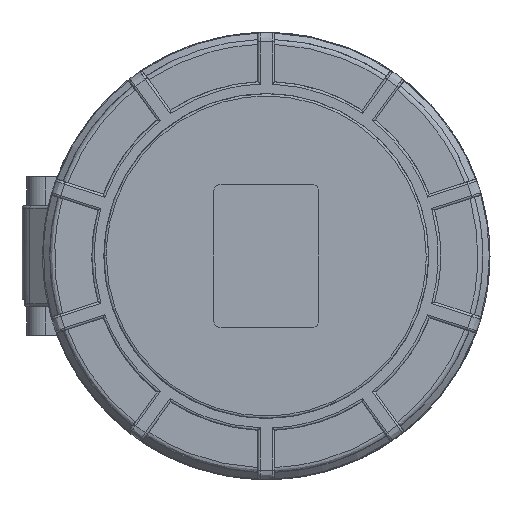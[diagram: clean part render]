
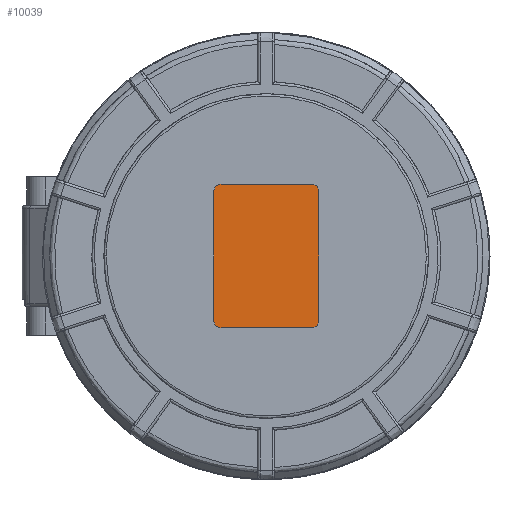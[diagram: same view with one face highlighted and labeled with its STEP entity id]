
A CAD part, left-side view. The second image highlights one B-rep face of the part: STEP entity #10039.
In plain terms, the highlighted planar face has unit normal (-1, 0, 0).
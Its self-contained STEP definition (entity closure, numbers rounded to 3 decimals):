
#1584 = CARTESIAN_POINT ( 'NONE',  ( -12.61, -10.936, -13.4 ) ) ;
#2106 = AXIS2_PLACEMENT_3D ( 'NONE', #19475, #4945, #4468 ) ;
#2778 = EDGE_CURVE ( 'NONE', #7053, #11991, #46327, .T. ) ;
#3481 = VERTEX_POINT ( 'NONE', #7697 ) ;
#4468 = DIRECTION ( 'NONE',  ( 0., 0., 1. ) ) ;
#4945 = DIRECTION ( 'NONE',  ( -1., 0., 0. ) ) ;
#5195 = ORIENTED_EDGE ( 'NONE', *, *, #16316, .T. ) ;
#5453 = VERTEX_POINT ( 'NONE', #8868 ) ;
#5562 = CARTESIAN_POINT ( 'NONE',  ( -12.61, -10.936, 13.4 ) ) ;
#6006 = DIRECTION ( 'NONE',  ( -1., 0., 0. ) ) ;
#7020 = CARTESIAN_POINT ( 'NONE',  ( -12.61, -9.436, -14.9 ) ) ;
#7053 = VERTEX_POINT ( 'NONE', #22994 ) ;
#7631 = CIRCLE ( 'NONE', #30360, 1.5 ) ;
#7697 = CARTESIAN_POINT ( 'NONE',  ( -12.61, -10.936, -13.4 ) ) ;
#8307 = EDGE_CURVE ( 'NONE', #39499, #5453, #7631, .T. ) ;
#8396 = AXIS2_PLACEMENT_3D ( 'NONE', #18113, #48069, #14413 ) ;
#8868 = CARTESIAN_POINT ( 'NONE',  ( -12.61, -9.436, 14.9 ) ) ;
#10039 = ADVANCED_FACE ( 'NONE', ( #17838 ), #25682, .T. ) ;
#10256 = ORIENTED_EDGE ( 'NONE', *, *, #2778, .T. ) ;
#10526 = VERTEX_POINT ( 'NONE', #7020 ) ;
#10596 = ORIENTED_EDGE ( 'NONE', *, *, #33975, .T. ) ;
#11991 = VERTEX_POINT ( 'NONE', #15575 ) ;
#13396 = DIRECTION ( 'NONE',  ( 0., 0., 1. ) ) ;
#13557 = CARTESIAN_POINT ( 'NONE',  ( -12.61, -9.436, -14.9 ) ) ;
#13880 = CARTESIAN_POINT ( 'NONE',  ( -12.61, 9.364, -13.4 ) ) ;
#14413 = DIRECTION ( 'NONE',  ( 0., 0., 1. ) ) ;
#15575 = CARTESIAN_POINT ( 'NONE',  ( -12.61, 10.864, 13.4 ) ) ;
#15615 = DIRECTION ( 'NONE',  ( 0., 1., 0. ) ) ;
#16316 = EDGE_CURVE ( 'NONE', #31671, #10526, #33171, .T. ) ;
#16570 = CARTESIAN_POINT ( 'NONE',  ( -12.61, -9.436, 14.9 ) ) ;
#17336 = EDGE_CURVE ( 'NONE', #3481, #39499, #46808, .T. ) ;
#17838 = FACE_OUTER_BOUND ( 'NONE', #39983, .T. ) ;
#18034 = VECTOR ( 'NONE', #48162, 1000. ) ;
#18113 = CARTESIAN_POINT ( 'NONE',  ( -12.61, -9.436, -13.4 ) ) ;
#19475 = CARTESIAN_POINT ( 'NONE',  ( -12.61, -9.436, -13.4 ) ) ;
#21406 = CIRCLE ( 'NONE', #36286, 1.5 ) ;
#21526 = CARTESIAN_POINT ( 'NONE',  ( -12.61, 10.864, -13.4 ) ) ;
#22555 = ORIENTED_EDGE ( 'NONE', *, *, #17336, .T. ) ;
#22994 = CARTESIAN_POINT ( 'NONE',  ( -12.61, 9.364, 14.9 ) ) ;
#23072 = VECTOR ( 'NONE', #27911, 1000. ) ;
#23301 = ORIENTED_EDGE ( 'NONE', *, *, #33295, .T. ) ;
#23690 = VECTOR ( 'NONE', #33764, 1000. ) ;
#25193 = VECTOR ( 'NONE', #15615, 1000. ) ;
#25682 = PLANE ( 'NONE',  #2106 ) ;
#25829 = EDGE_CURVE ( 'NONE', #10526, #3481, #41315, .T. ) ;
#25867 = ORIENTED_EDGE ( 'NONE', *, *, #8307, .T. ) ;
#27507 = AXIS2_PLACEMENT_3D ( 'NONE', #29810, #30293, #45548 ) ;
#27896 = DIRECTION ( 'NONE',  ( -1., 0., 0. ) ) ;
#27911 = DIRECTION ( 'NONE',  ( 0., 0., 1. ) ) ;
#29810 = CARTESIAN_POINT ( 'NONE',  ( -12.61, 9.364, 13.4 ) ) ;
#30293 = DIRECTION ( 'NONE',  ( -1., 0., 0. ) ) ;
#30360 = AXIS2_PLACEMENT_3D ( 'NONE', #47038, #6006, #13396 ) ;
#30799 = LINE ( 'NONE', #16570, #25193 ) ;
#31671 = VERTEX_POINT ( 'NONE', #38924 ) ;
#32965 = ORIENTED_EDGE ( 'NONE', *, *, #39447, .T. ) ;
#33171 = LINE ( 'NONE', #13557, #18034 ) ;
#33275 = CARTESIAN_POINT ( 'NONE',  ( -12.61, 10.864, -13.4 ) ) ;
#33295 = EDGE_CURVE ( 'NONE', #5453, #7053, #30799, .T. ) ;
#33764 = DIRECTION ( 'NONE',  ( 0., 0., -1. ) ) ;
#33975 = EDGE_CURVE ( 'NONE', #11991, #42606, #44111, .T. ) ;
#36286 = AXIS2_PLACEMENT_3D ( 'NONE', #13880, #27896, #43852 ) ;
#38168 = ORIENTED_EDGE ( 'NONE', *, *, #25829, .T. ) ;
#38924 = CARTESIAN_POINT ( 'NONE',  ( -12.61, 9.364, -14.9 ) ) ;
#39447 = EDGE_CURVE ( 'NONE', #42606, #31671, #21406, .T. ) ;
#39499 = VERTEX_POINT ( 'NONE', #5562 ) ;
#39983 = EDGE_LOOP ( 'NONE', ( #38168, #22555, #25867, #23301, #10256, #10596, #32965, #5195 ) ) ;
#41315 = CIRCLE ( 'NONE', #8396, 1.5 ) ;
#42606 = VERTEX_POINT ( 'NONE', #33275 ) ;
#43852 = DIRECTION ( 'NONE',  ( 0., 0., 1. ) ) ;
#44111 = LINE ( 'NONE', #21526, #23690 ) ;
#45548 = DIRECTION ( 'NONE',  ( 0., 0., 1. ) ) ;
#46327 = CIRCLE ( 'NONE', #27507, 1.5 ) ;
#46808 = LINE ( 'NONE', #1584, #23072 ) ;
#47038 = CARTESIAN_POINT ( 'NONE',  ( -12.61, -9.436, 13.4 ) ) ;
#48069 = DIRECTION ( 'NONE',  ( -1., 0., 0. ) ) ;
#48162 = DIRECTION ( 'NONE',  ( 0., -1., 0. ) ) ;
